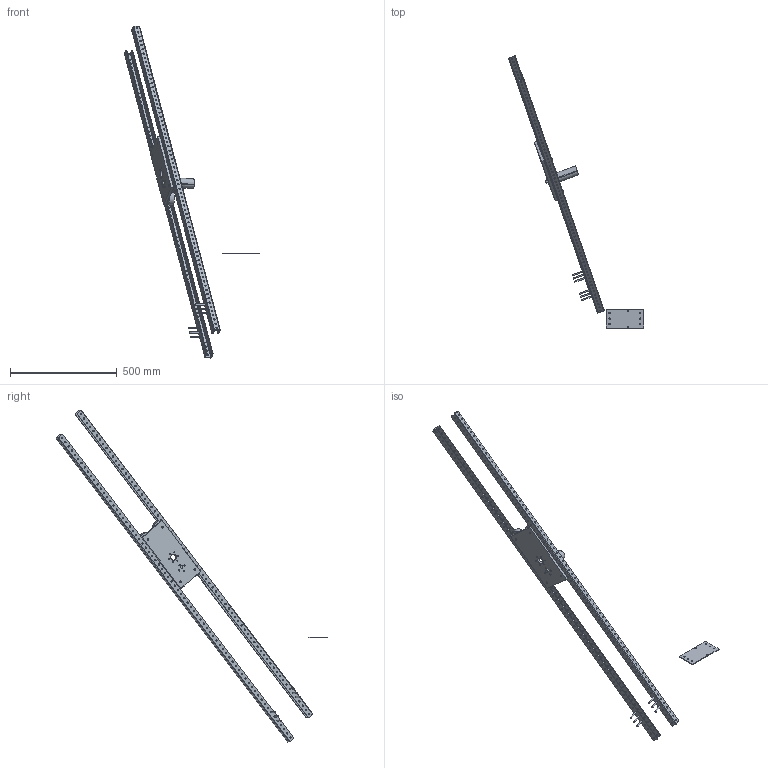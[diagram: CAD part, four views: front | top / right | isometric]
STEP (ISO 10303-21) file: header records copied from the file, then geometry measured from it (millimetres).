
FILE_DESCRIPTION(/* description */ (''),/* implementation_level */ '2;1');
FILE_NAME(/* name */ 'Assemblyclaw pulley idea.stp',/* time_stamp */ '2015-01-27T17:07:00-08:00',/* author */ ('chapale16'),/* organization */ (''),/* preprocessor_version */ 'ST-DEVELOPER v15.6',/* originating_system */ 'Autodesk Inventor 2015',/* authorisation */ '');
FILE_SCHEMA (('AUTOMOTIVE_DESIGN { 1 0 10303 214 3 1 1 }'));
Length unit declared in the file: inch
Products named in the file (9): trolley plate; wheel; .313 peg; c hannel; motor; #10041; motor plate; .25 peg; Assemblyclaw pulley idea
Bounding box: 633.02 x 1273.34 x 1554.79 mm (x, y, z)
Volume: 2191087.9 mm3; surface area: 853127.6 mm2
Topology: 23 solids, 23 shells, 597 faces, 1937 edges, 1391 vertices
Faces by surface type: cylinder 502, plane 95
Full cylindrical faces by diameter (mm): 1.27 x5, 3.505 x8, 5.08 x6, 6.35 x446, 7.938 x12, 12.7 x1, 28.575 x1, 44.935 x1, 66.924 x4
Entity records: 10062 total; most frequent: DIRECTION 1769, CARTESIAN_POINT 1513, ORIENTED_EDGE 1182, EDGE_LOOP 1043, AXIS2_PLACEMENT_3D 848, FACE_BOUND 743, EDGE_CURVE 591, VERTEX_POINT 560
